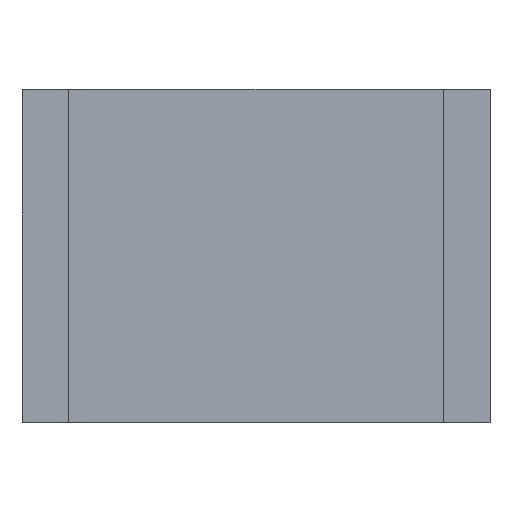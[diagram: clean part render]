
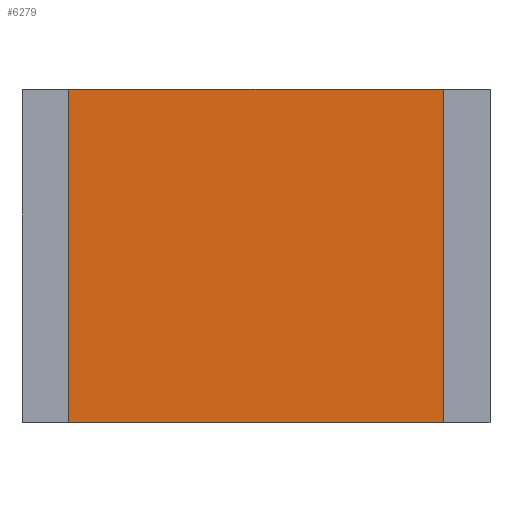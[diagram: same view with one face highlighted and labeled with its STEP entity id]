
A CAD part, top view. The second image highlights one B-rep face of the part: STEP entity #6279.
In plain terms, the highlighted planar face has unit normal (0, 0, 1).
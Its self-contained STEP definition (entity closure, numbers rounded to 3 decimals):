
#112 = DIRECTION ( 'NONE',  ( 0., 0., -1. ) ) ;
#768 = EDGE_CURVE ( 'NONE', #11829, #9289, #4475, .T. ) ;
#849 = DIRECTION ( 'NONE',  ( 1., 0., 0. ) ) ;
#1041 = VECTOR ( 'NONE', #7836, 1000. ) ;
#1322 = ORIENTED_EDGE ( 'NONE', *, *, #7644, .F. ) ;
#1390 = LINE ( 'NONE', #17915, #16234 ) ;
#1778 = CARTESIAN_POINT ( 'NONE',  ( 1.8, -1.6, 1.84 ) ) ;
#1779 = VERTEX_POINT ( 'NONE', #11779 ) ;
#4475 = LINE ( 'NONE', #13466, #8972 ) ;
#6026 = DIRECTION ( 'NONE',  ( 0., -1., 0. ) ) ;
#6137 = ORIENTED_EDGE ( 'NONE', *, *, #768, .F. ) ;
#6279 = ADVANCED_FACE ( 'NONE', ( #15868 ), #14521, .F. ) ;
#6448 = EDGE_CURVE ( 'NONE', #1779, #11829, #8891, .T. ) ;
#7644 = EDGE_CURVE ( 'NONE', #13583, #1779, #1390, .T. ) ;
#7836 = DIRECTION ( 'NONE',  ( -1., 0., 0. ) ) ;
#8891 = LINE ( 'NONE', #13829, #18144 ) ;
#8972 = VECTOR ( 'NONE', #10571, 1000. ) ;
#9289 = VERTEX_POINT ( 'NONE', #1778 ) ;
#10571 = DIRECTION ( 'NONE',  ( 0., -1., 0. ) ) ;
#10692 = CARTESIAN_POINT ( 'NONE',  ( 1.8, -1.6, 1.84 ) ) ;
#11595 = CARTESIAN_POINT ( 'NONE',  ( -1.8, -1.6, 1.84 ) ) ;
#11779 = CARTESIAN_POINT ( 'NONE',  ( -1.8, 1.6, 1.84 ) ) ;
#11829 = VERTEX_POINT ( 'NONE', #12263 ) ;
#12263 = CARTESIAN_POINT ( 'NONE',  ( 1.8, 1.6, 1.84 ) ) ;
#12629 = CARTESIAN_POINT ( 'NONE',  ( -1.8, -1.6, 1.84 ) ) ;
#12789 = EDGE_LOOP ( 'NONE', ( #16334, #6137, #12821, #1322 ) ) ;
#12821 = ORIENTED_EDGE ( 'NONE', *, *, #6448, .F. ) ;
#13265 = AXIS2_PLACEMENT_3D ( 'NONE', #11595, #112, #6026 ) ;
#13466 = CARTESIAN_POINT ( 'NONE',  ( 1.8, 1.6, 1.84 ) ) ;
#13583 = VERTEX_POINT ( 'NONE', #12629 ) ;
#13829 = CARTESIAN_POINT ( 'NONE',  ( -1.8, 1.6, 1.84 ) ) ;
#14521 = PLANE ( 'NONE',  #13265 ) ;
#14525 = LINE ( 'NONE', #10692, #1041 ) ;
#15462 = EDGE_CURVE ( 'NONE', #9289, #13583, #14525, .T. ) ;
#15868 = FACE_OUTER_BOUND ( 'NONE', #12789, .T. ) ;
#16234 = VECTOR ( 'NONE', #17985, 1000. ) ;
#16334 = ORIENTED_EDGE ( 'NONE', *, *, #15462, .F. ) ;
#17915 = CARTESIAN_POINT ( 'NONE',  ( -1.8, -1.6, 1.84 ) ) ;
#17985 = DIRECTION ( 'NONE',  ( 0., 1., 0. ) ) ;
#18144 = VECTOR ( 'NONE', #849, 1000. ) ;
